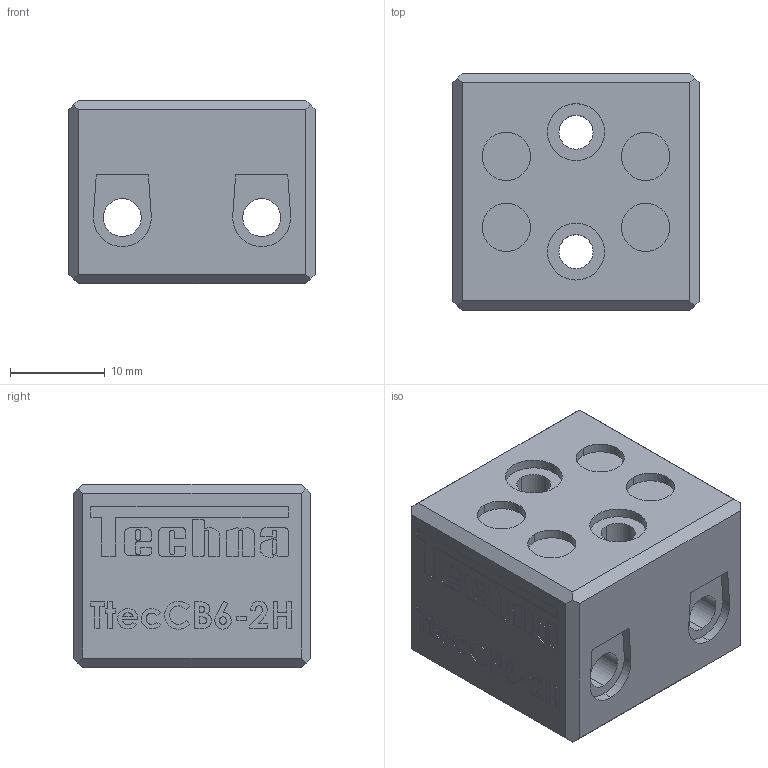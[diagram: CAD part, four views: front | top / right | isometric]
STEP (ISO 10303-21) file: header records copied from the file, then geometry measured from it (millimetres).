
FILE_DESCRIPTION (( 'STEP AP214' ), '1' );
FILE_NAME ('TtecCB6-2H.STEP', '2020-06-10T05:58:15', ( '' ), ( '' ), 'SwSTEP 2.0', 'SolidWorks 2020', '' );
FILE_SCHEMA (( 'AUTOMOTIVE_DESIGN' ));
Length unit declared in the file: millimetre
Products named in the file (1): TtecCB6-2H
Bounding box: 26 x 25 x 19.4 mm (x, y, z)
Volume: 11202.2 mm3; surface area: 4261.9 mm2
Topology: 1 solids, 1 shells, 579 faces, 1569 edges, 1046 vertices
Faces by surface type: plane 332, cylinder 151, bspline 96
Entity records: 28944 total; most frequent: CARTESIAN_POINT 9147, ORIENTED_EDGE 3138, DIRECTION 2647, EDGE_CURVE 1569, VECTOR 1075, LINE 1075, VERTEX_POINT 1046, AXIS2_PLACEMENT_3D 786
